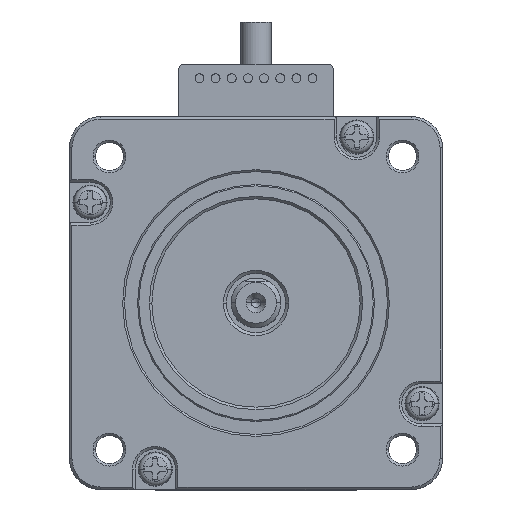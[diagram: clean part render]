
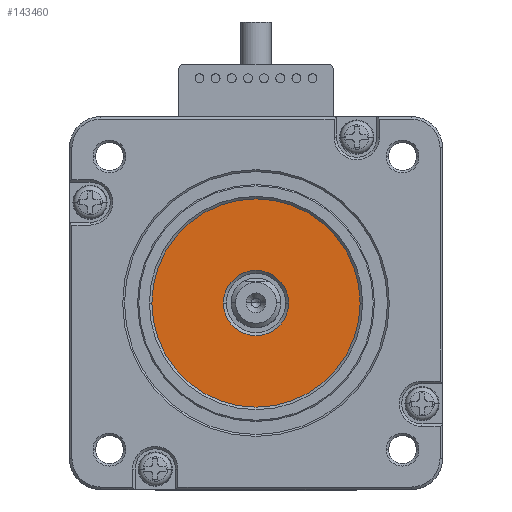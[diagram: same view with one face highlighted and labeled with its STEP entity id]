
A CAD part, top view. The second image highlights one B-rep face of the part: STEP entity #143460.
In plain terms, the highlighted planar face has unit normal (0, 0, 1).
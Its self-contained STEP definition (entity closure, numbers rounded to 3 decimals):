
#14160=CARTESIAN_POINT('',(5.25,0.,
1.1));
#14170=VERTEX_POINT('',#14160);
#14330=CARTESIAN_POINT('',(-5.25,0.,1.1))
;
#14340=VERTEX_POINT('',#14330);
#14370=CARTESIAN_POINT('',(0.,0.,
1.1));
#14380=DIRECTION('',(-0.,-0.,-1.));
#14390=DIRECTION('',(1.,0.,0.));
#14400=AXIS2_PLACEMENT_3D('',#14370,#14380,#14390);
#14410=CIRCLE('',#14400,5.25);
#14420=EDGE_CURVE('',#14340,#14170,#14410,.T.);
#21090=CARTESIAN_POINT('',(16.75,0.,1.1));
#21100=VERTEX_POINT('',#21090);
#21280=CARTESIAN_POINT('',(-16.75,0.,1.1));
#21290=VERTEX_POINT('',#21280);
#21320=CARTESIAN_POINT('',(0.,0.,1.1)
);
#21330=DIRECTION('',(0.,0.,1.));
#21340=DIRECTION('',(1.,0.,0.));
#21350=AXIS2_PLACEMENT_3D('',#21320,#21330,#21340);
#21360=CIRCLE('',#21350,16.75);
#21370=EDGE_CURVE('',#21290,#21100,#21360,.T.);
#143310=CARTESIAN_POINT('',(-16.951,-16.951,1.1));
#143320=DIRECTION('',(0.,0.,1.));
#143330=DIRECTION('',(1.,0.,-0.));
#143340=AXIS2_PLACEMENT_3D('',#143310,#143320,#143330);
#143350=PLANE('',#143340);
#143360=EDGE_CURVE('',#21100,#21290,#21360,.T.);
#143370=ORIENTED_EDGE('',*,*,#143360,.T.);
#143380=ORIENTED_EDGE('',*,*,#21370,.T.);
#143390=EDGE_LOOP('',(#143380,#143370));
#143400=FACE_OUTER_BOUND('',#143390,.T.);
#143410=EDGE_CURVE('',#14170,#14340,#14410,.T.);
#143420=ORIENTED_EDGE('',*,*,#143410,.T.);
#143430=ORIENTED_EDGE('',*,*,#14420,.T.);
#143440=EDGE_LOOP('',(#143430,#143420));
#143450=FACE_BOUND('',#143440,.T.);
#143460=ADVANCED_FACE('',(#143400,#143450),#143350,.T.);
